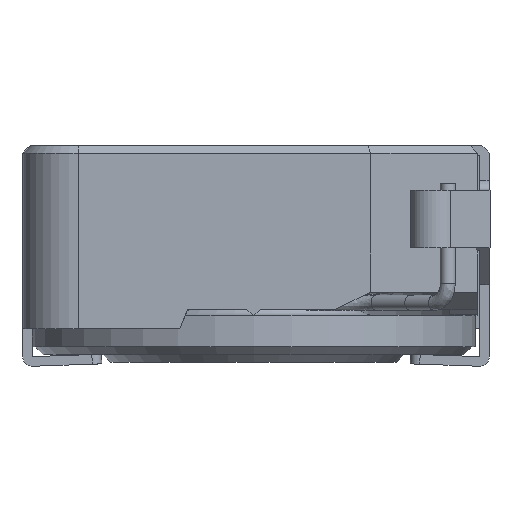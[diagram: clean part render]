
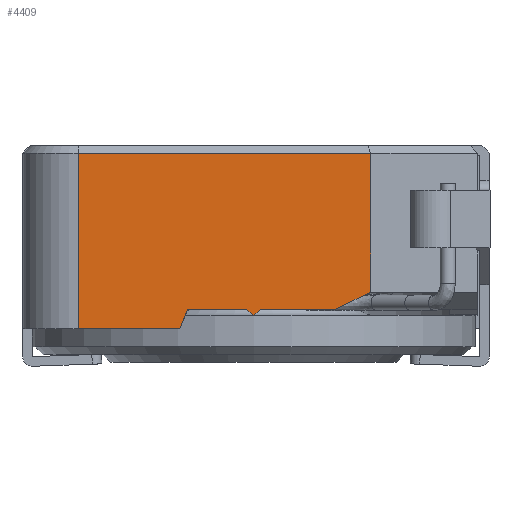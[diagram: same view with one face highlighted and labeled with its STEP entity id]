
A CAD part, left-side view. The second image highlights one B-rep face of the part: STEP entity #4409.
In plain terms, the highlighted planar face has unit normal (-1, 0, 0).
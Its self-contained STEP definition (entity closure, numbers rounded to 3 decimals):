
#278=CIRCLE('',#5559,0.05);
#429=ORIENTED_EDGE('',*,*,#1704,.T.);
#430=ORIENTED_EDGE('',*,*,#1713,.T.);
#431=ORIENTED_EDGE('',*,*,#1683,.T.);
#432=ORIENTED_EDGE('',*,*,#1714,.F.);
#433=ORIENTED_EDGE('',*,*,#1715,.F.);
#434=ORIENTED_EDGE('',*,*,#1716,.F.);
#435=ORIENTED_EDGE('',*,*,#1666,.T.);
#436=ORIENTED_EDGE('',*,*,#1717,.T.);
#437=ORIENTED_EDGE('',*,*,#1718,.F.);
#438=ORIENTED_EDGE('',*,*,#1697,.F.);
#439=ORIENTED_EDGE('',*,*,#1719,.T.);
#440=ORIENTED_EDGE('',*,*,#1720,.T.);
#1666=EDGE_CURVE('',#2311,#2310,#2742,.T.);
#1683=EDGE_CURVE('',#2315,#2324,#2756,.T.);
#1697=EDGE_CURVE('',#2336,#2337,#2768,.T.);
#1704=EDGE_CURVE('',#2343,#2342,#2774,.T.);
#1713=EDGE_CURVE('',#2342,#2315,#2781,.T.);
#1714=EDGE_CURVE('',#2350,#2324,#2782,.T.);
#1715=EDGE_CURVE('',#2351,#2350,#278,.T.);
#1716=EDGE_CURVE('',#2311,#2351,#2783,.T.);
#1717=EDGE_CURVE('',#2310,#2304,#2784,.T.);
#1718=EDGE_CURVE('',#2337,#2304,#2785,.T.);
#1719=EDGE_CURVE('',#2336,#2352,#2786,.T.);
#1720=EDGE_CURVE('',#2352,#2343,#2787,.T.);
#2304=VERTEX_POINT('',#7003);
#2310=VERTEX_POINT('',#7019);
#2311=VERTEX_POINT('',#7021);
#2315=VERTEX_POINT('',#7034);
#2324=VERTEX_POINT('',#7052);
#2336=VERTEX_POINT('',#7081);
#2337=VERTEX_POINT('',#7083);
#2342=VERTEX_POINT('',#7096);
#2343=VERTEX_POINT('',#7098);
#2350=VERTEX_POINT('',#7117);
#2351=VERTEX_POINT('',#7119);
#2352=VERTEX_POINT('',#7124);
#2742=LINE('',#7020,#3160);
#2756=LINE('',#7053,#3174);
#2768=LINE('',#7082,#3186);
#2774=LINE('',#7097,#3192);
#2781=LINE('',#7115,#3199);
#2782=LINE('',#7116,#3200);
#2783=LINE('',#7120,#3201);
#2784=LINE('',#7121,#3202);
#2785=LINE('',#7122,#3203);
#2786=LINE('',#7123,#3204);
#2787=LINE('',#7125,#3205);
#3160=VECTOR('',#5912,1000.);
#3174=VECTOR('',#5936,1000.);
#3186=VECTOR('',#5958,1000.);
#3192=VECTOR('',#5970,1000.);
#3199=VECTOR('',#5985,1000.);
#3200=VECTOR('',#5986,1000.);
#3201=VECTOR('',#5989,1000.);
#3202=VECTOR('',#5990,1000.);
#3203=VECTOR('',#5991,1000.);
#3204=VECTOR('',#5992,1000.);
#3205=VECTOR('',#5993,1000.);
#3572=EDGE_LOOP('',(#429,#430,#431,#432,#433,#434,#435,#436,#437,#438,#439,
#440));
#3890=FACE_BOUND('',#3572,.T.);
#4207=PLANE('',#5558);
#4409=ADVANCED_FACE('',(#3890),#4207,.F.);
#5558=AXIS2_PLACEMENT_3D('',#7114,#5983,#5984);
#5559=AXIS2_PLACEMENT_3D('',#7118,#5987,#5988);
#5912=DIRECTION('',(0.,-1.,0.));
#5936=DIRECTION('',(0.,-1.,0.));
#5958=DIRECTION('',(0.,0.,-1.));
#5970=DIRECTION('',(0.,-1.,0.));
#5983=DIRECTION('',(1.,0.,0.));
#5984=DIRECTION('',(0.,1.,0.));
#5985=DIRECTION('',(0.,-0.371,0.928));
#5986=DIRECTION('',(0.,0.718,0.696));
#5987=DIRECTION('',(1.,0.,0.));
#5988=DIRECTION('',(0.,1.,0.));
#5989=DIRECTION('',(0.,0.718,-0.696));
#5990=DIRECTION('',(0.,-0.897,0.442));
#5991=DIRECTION('',(0.,1.,0.));
#5992=DIRECTION('',(0.,1.,0.));
#5993=DIRECTION('',(0.,0.,-1.));
#7003=CARTESIAN_POINT('',(-6.011,-3.024,0.95));
#7019=CARTESIAN_POINT('',(-6.011,-2.112,0.5));
#7020=CARTESIAN_POINT('',(-6.011,-3.044,0.5));
#7021=CARTESIAN_POINT('',(-6.011,-0.175,0.5));
#7034=CARTESIAN_POINT('',(-6.011,1.712,0.5));
#7052=CARTESIAN_POINT('',(-6.011,0.175,0.5));
#7053=CARTESIAN_POINT('',(-6.011,-3.044,0.5));
#7081=CARTESIAN_POINT('',(-6.011,-3.044,4.55));
#7082=CARTESIAN_POINT('',(-6.011,-3.044,4.75));
#7083=CARTESIAN_POINT('',(-6.011,-3.044,0.95));
#7096=CARTESIAN_POINT('',(-6.011,1.912,0.));
#7097=CARTESIAN_POINT('',(-6.011,4.546,0.));
#7098=CARTESIAN_POINT('',(-6.011,4.546,0.));
#7114=CARTESIAN_POINT('',(-6.011,4.546,4.75));
#7115=CARTESIAN_POINT('',(-6.011,1.912,0.));
#7116=CARTESIAN_POINT('',(-6.011,0.035,0.364));
#7117=CARTESIAN_POINT('',(-6.011,0.035,0.364));
#7118=CARTESIAN_POINT('',(-6.011,0.,0.4));
#7119=CARTESIAN_POINT('',(-6.011,-0.035,0.364));
#7120=CARTESIAN_POINT('',(-6.011,-0.175,0.5));
#7121=CARTESIAN_POINT('',(-6.011,-2.112,0.5));
#7122=CARTESIAN_POINT('',(-6.011,-3.044,0.95));
#7123=CARTESIAN_POINT('',(-6.011,4.546,4.55));
#7124=CARTESIAN_POINT('',(-6.011,4.546,4.55));
#7125=CARTESIAN_POINT('',(-6.011,4.546,4.75));
